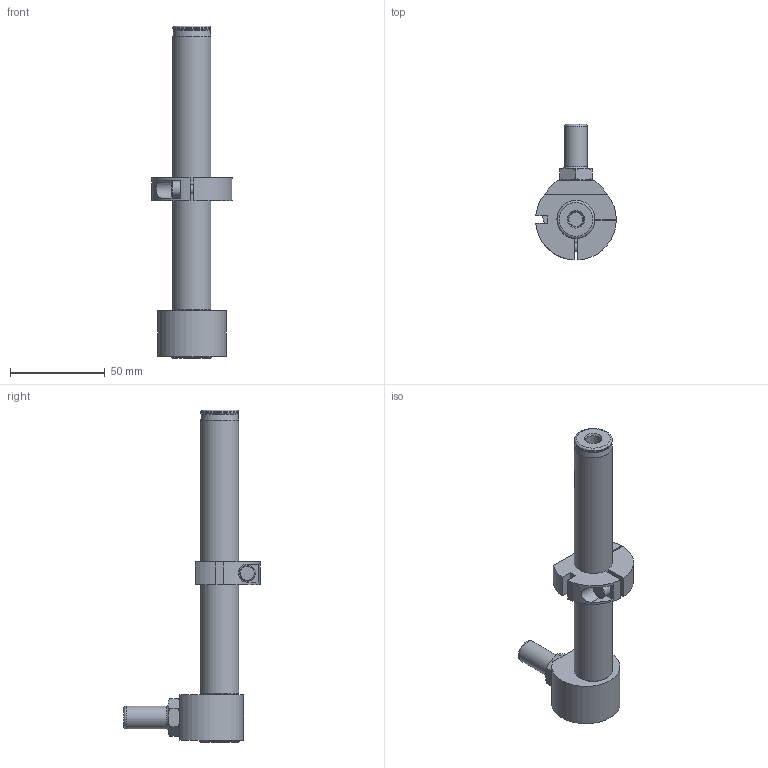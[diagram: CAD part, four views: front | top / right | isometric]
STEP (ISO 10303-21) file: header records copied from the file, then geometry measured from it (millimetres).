
FILE_DESCRIPTION(/* description */ (''),/* implementation_level */ '2;1');
FILE_NAME(/* name */ 'W5190217_A__specification_W5190217_.stp',/* time_stamp */ '2013-08-13T09:39:55+02:00',/* author */ (''),/* organization */ (''),/* preprocessor_version */ 'ST-DEVELOPER v11',/* originating_system */ 'SIEMENS PLM Software NX 7.5',/* authorisation */ '');
FILE_SCHEMA (('AUTOMOTIVE_DESIGN { 1 0 10303 214 1 1 1 1 }'));
Length unit declared in the file: millimetre
Products named in the file (1): schy7C50genc
Bounding box: 42.4 x 71.73 x 174.9 mm (x, y, z)
Volume: 83287.2 mm3; surface area: 21078.4 mm2
Topology: 2 solids, 3 shells, 82 faces, 188 edges, 119 vertices
Faces by surface type: plane 42, cone 19, cylinder 14, torus 7
Full cylindrical faces by diameter (mm): 5 x1, 8 x1, 8.5 x1, 8.6 x1, 12 x1, 20 x2, 21 x1
Entity records: 2245 total; most frequent: CARTESIAN_POINT 501, DIRECTION 353, ORIENTED_EDGE 314, EDGE_CURVE 157, AXIS2_PLACEMENT_3D 144, EDGE_LOOP 113, VERTEX_POINT 110, ADVANCED_FACE 82
